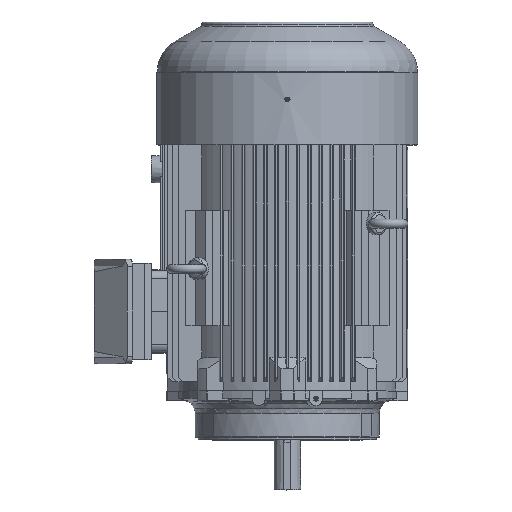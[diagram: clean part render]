
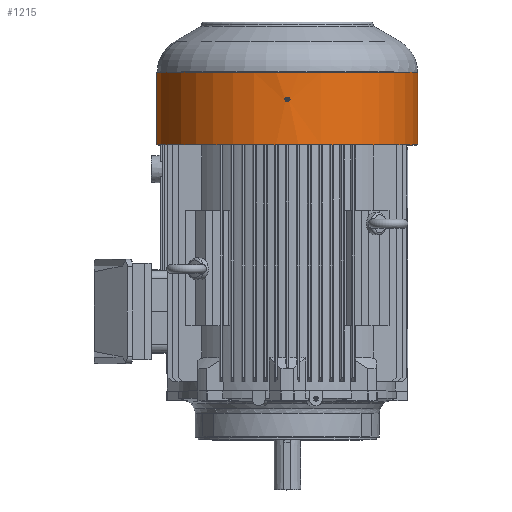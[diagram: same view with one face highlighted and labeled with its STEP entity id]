
A CAD part, top view. The second image highlights one B-rep face of the part: STEP entity #1215.
In plain terms, the highlighted cylindrical face has radius 298 mm (diameter 596 mm), a partial arc.
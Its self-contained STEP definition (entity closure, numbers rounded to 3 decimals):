
#1215 = ADVANCED_FACE( '', ( #3648, #3649 ), #3650, .T. );
#3648 = FACE_OUTER_BOUND( '', #17396, .T. );
#3649 = FACE_BOUND( '', #17397, .T. );
#3650 = CYLINDRICAL_SURFACE( '', #17398, 298. );
#17396 = EDGE_LOOP( '', ( #27666, #27667, #27668, #27669 ) );
#17397 = EDGE_LOOP( '', ( #27670, #27671, #27672, #27673, #27674, #27675, #27676, #27677 ) );
#17398 = AXIS2_PLACEMENT_3D( '', #27678, #27679, #27680 );
#27666 = ORIENTED_EDGE( '', *, *, #31201, .T. );
#27667 = ORIENTED_EDGE( '', *, *, #31202, .T. );
#27668 = ORIENTED_EDGE( '', *, *, #31188, .F. );
#27669 = ORIENTED_EDGE( '', *, *, #31203, .T. );
#27670 = ORIENTED_EDGE( '', *, *, #28135, .T. );
#27671 = ORIENTED_EDGE( '', *, *, #28127, .T. );
#27672 = ORIENTED_EDGE( '', *, *, #28125, .T. );
#27673 = ORIENTED_EDGE( '', *, *, #28120, .T. );
#27674 = ORIENTED_EDGE( '', *, *, #31204, .T. );
#27675 = ORIENTED_EDGE( '', *, *, #28143, .T. );
#27676 = ORIENTED_EDGE( '', *, *, #31205, .T. );
#27677 = ORIENTED_EDGE( '', *, *, #28139, .T. );
#27678 = CARTESIAN_POINT( '', ( 0., 565., 0. ) );
#27679 = DIRECTION( '', ( 0., 1., 0. ) );
#27680 = DIRECTION( '', ( 0., 0., 1. ) );
#28120 = EDGE_CURVE( '', #31294, #31295, #31296, .F. );
#28125 = EDGE_CURVE( '', #31304, #31294, #31305, .F. );
#28127 = EDGE_CURVE( '', #31307, #31304, #31308, .F. );
#28135 = EDGE_CURVE( '', #31321, #31307, #31322, .F. );
#28139 = EDGE_CURVE( '', #31328, #31321, #31329, .F. );
#28143 = EDGE_CURVE( '', #31335, #31336, #31337, .F. );
#31188 = EDGE_CURVE( '', #36333, #36335, #36336, .T. );
#31201 = EDGE_CURVE( '', #36351, #36352, #36353, .T. );
#31202 = EDGE_CURVE( '', #36352, #36335, #36354, .T. );
#31203 = EDGE_CURVE( '', #36333, #36351, #36355, .F. );
#31204 = EDGE_CURVE( '', #31295, #31335, #36356, .F. );
#31205 = EDGE_CURVE( '', #31336, #31328, #36357, .T. );
#31294 = VERTEX_POINT( '', #36464 );
#31295 = VERTEX_POINT( '', #36465 );
#31296 = ELLIPSE( '', #36466, 596., 298. );
#31304 = VERTEX_POINT( '', #36481 );
#31305 = LINE( '', #36482, #36483 );
#31307 = VERTEX_POINT( '', #36486 );
#31308 = ELLIPSE( '', #36487, 596., 298. );
#31321 = VERTEX_POINT( '', #36527 );
#31322 = CIRCLE( '', #36528, 298. );
#31328 = VERTEX_POINT( '', #36535 );
#31329 = ELLIPSE( '', #36536, 596., 298. );
#31335 = VERTEX_POINT( '', #36544 );
#31336 = VERTEX_POINT( '', #36545 );
#31337 = ELLIPSE( '', #36546, 596., 298. );
#36333 = VERTEX_POINT( '', #50625 );
#36335 = VERTEX_POINT( '', #50627 );
#36336 = CIRCLE( '', #50628, 298. );
#36351 = VERTEX_POINT( '', #50836 );
#36352 = VERTEX_POINT( '', #50837 );
#36353 = CIRCLE( '', #50838, 298. );
#36354 = LINE( '', #50839, #50840 );
#36355 = LINE( '', #50841, #50842 );
#36356 = CIRCLE( '', #50843, 298. );
#36357 = LINE( '', #50844, #50845 );
#36464 = CARTESIAN_POINT( '', ( -4.493, 676.218, 297.966 ) );
#36465 = CARTESIAN_POINT( '', ( -3.175, 678.5, 297.983 ) );
#36466 = AXIS2_PLACEMENT_3D( '', #51240, #51241, #51242 );
#36481 = CARTESIAN_POINT( '', ( -4.493, 669.782, 297.966 ) );
#36482 = CARTESIAN_POINT( '', ( -4.493, 565., 297.966 ) );
#36483 = VECTOR( '', #51246, 1000. );
#36486 = CARTESIAN_POINT( '', ( -3.175, 667.5, 297.983 ) );
#36487 = AXIS2_PLACEMENT_3D( '', #51248, #51249, #51250 );
#36527 = CARTESIAN_POINT( '', ( 3.175, 667.5, 297.983 ) );
#36528 = AXIS2_PLACEMENT_3D( '', #51255, #51256, #51257 );
#36535 = CARTESIAN_POINT( '', ( 4.493, 669.782, 297.966 ) );
#36536 = AXIS2_PLACEMENT_3D( '', #51265, #51266, #51267 );
#36544 = CARTESIAN_POINT( '', ( 3.175, 678.5, 297.983 ) );
#36545 = CARTESIAN_POINT( '', ( 4.493, 676.218, 297.966 ) );
#36546 = AXIS2_PLACEMENT_3D( '', #51273, #51274, #51275 );
#50625 = CARTESIAN_POINT( '', ( 131.952, 570., -267.194 ) );
#50627 = CARTESIAN_POINT( '', ( -131.952, 570., -267.194 ) );
#50628 = AXIS2_PLACEMENT_3D( '', #55841, #55842, #55843 );
#50836 = CARTESIAN_POINT( '', ( 131.952, 735.12, -267.194 ) );
#50837 = CARTESIAN_POINT( '', ( -131.952, 735.12, -267.194 ) );
#50838 = AXIS2_PLACEMENT_3D( '', #55857, #55858, #55859 );
#50839 = CARTESIAN_POINT( '', ( -131.952, 1015.371, -267.194 ) );
#50840 = VECTOR( '', #55860, 1000. );
#50841 = CARTESIAN_POINT( '', ( 131.952, 1015.371, -267.194 ) );
#50842 = VECTOR( '', #55861, 1000. );
#50843 = AXIS2_PLACEMENT_3D( '', #55862, #55863, #55864 );
#50844 = CARTESIAN_POINT( '', ( 4.493, 565., 297.966 ) );
#50845 = VECTOR( '', #55865, 1000. );
#51240 = CARTESIAN_POINT( '', ( 0., 684., 0. ) );
#51241 = DIRECTION( '', ( 0.866, -0.5, 0. ) );
#51242 = DIRECTION( '', ( -0.5, -0.866, 0. ) );
#51246 = DIRECTION( '', ( 0., -1., 0. ) );
#51248 = CARTESIAN_POINT( '', ( 0., 662., 0. ) );
#51249 = DIRECTION( '', ( 0.866, 0.5, 0. ) );
#51250 = DIRECTION( '', ( 0.5, -0.866, 0. ) );
#51255 = CARTESIAN_POINT( '', ( 0., 667.5, 0. ) );
#51256 = DIRECTION( '', ( 0., 1., 0. ) );
#51257 = DIRECTION( '', ( -1., 0., 0. ) );
#51265 = CARTESIAN_POINT( '', ( 0., 662., 0. ) );
#51266 = DIRECTION( '', ( -0.866, 0.5, 0. ) );
#51267 = DIRECTION( '', ( -0.5, -0.866, 0. ) );
#51273 = CARTESIAN_POINT( '', ( 0., 684., 0. ) );
#51274 = DIRECTION( '', ( -0.866, -0.5, 0. ) );
#51275 = DIRECTION( '', ( 0.5, -0.866, 0. ) );
#55841 = CARTESIAN_POINT( '', ( 0., 570., 0. ) );
#55842 = DIRECTION( '', ( 0., -1., 0. ) );
#55843 = DIRECTION( '', ( 0., 0., 1. ) );
#55857 = CARTESIAN_POINT( '', ( 0., 735.12, 0. ) );
#55858 = DIRECTION( '', ( 0., -1., 0. ) );
#55859 = DIRECTION( '', ( 0., 0., 1. ) );
#55860 = DIRECTION( '', ( 0., -1., 0. ) );
#55861 = DIRECTION( '', ( 0., -1., 0. ) );
#55862 = CARTESIAN_POINT( '', ( 0., 678.5, 0. ) );
#55863 = DIRECTION( '', ( 0., -1., 0. ) );
#55864 = DIRECTION( '', ( 1., 0., 0. ) );
#55865 = DIRECTION( '', ( 0., -1., 0. ) );
